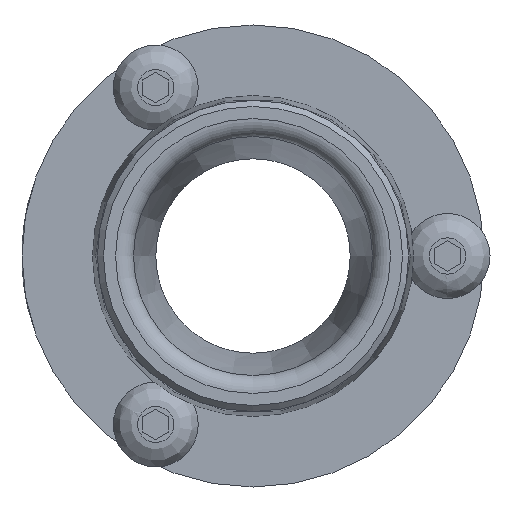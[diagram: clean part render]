
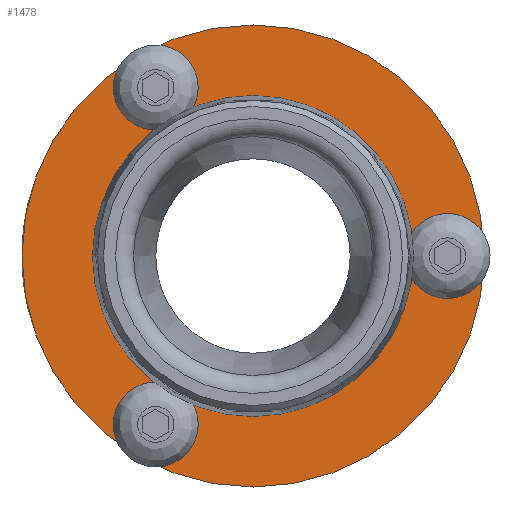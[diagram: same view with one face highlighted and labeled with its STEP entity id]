
A CAD part, left-side view. The second image highlights one B-rep face of the part: STEP entity #1478.
In plain terms, the highlighted planar face has unit normal (-1, 0, 0).
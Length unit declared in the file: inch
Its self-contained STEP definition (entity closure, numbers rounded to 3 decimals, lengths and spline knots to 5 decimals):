
#1205=CARTESIAN_POINT('',(27.83618,9.8202,-0.74457));
#1206=VERTEX_POINT('',#1205);
#1207=CARTESIAN_POINT('',(27.83618,9.8902,-0.86581));
#1208=DIRECTION('',(1.,0.0,0.0));
#1209=DIRECTION('',(0.0,0.5,-0.866));
#1210=AXIS2_PLACEMENT_3D('',#1207,#1208,#1209);
#1211=CIRCLE('',#1210,0.14);
#1212=EDGE_CURVE('',#1206,#1206,#1211,.T.);
#1233=CARTESIAN_POINT('',(27.83618,9.8202,0.74457));
#1234=VERTEX_POINT('',#1233);
#1235=CARTESIAN_POINT('',(27.83618,9.8902,0.86581));
#1236=DIRECTION('',(1.0,0.0,0.0));
#1237=DIRECTION('',(0.0,0.5,0.866));
#1238=AXIS2_PLACEMENT_3D('',#1235,#1236,#1237);
#1239=CIRCLE('',#1238,0.14);
#1240=EDGE_CURVE('',#1234,#1234,#1239,.T.);
#1261=CARTESIAN_POINT('',(27.83618,8.53058,0.));
#1262=VERTEX_POINT('',#1261);
#1263=CARTESIAN_POINT('',(27.83618,8.39058,0.));
#1264=DIRECTION('',(1.0,0.0,0.0));
#1265=DIRECTION('',(0.0,-1.0,0.0));
#1266=AXIS2_PLACEMENT_3D('',#1263,#1264,#1265);
#1267=CIRCLE('',#1266,0.14);
#1268=EDGE_CURVE('',#1262,#1262,#1267,.T.);
#1435=CARTESIAN_POINT('',(27.83618,10.57783,0.0));
#1436=VERTEX_POINT('',#1435);
#1437=CARTESIAN_POINT('',(27.83618,9.39033,0.0));
#1438=DIRECTION('',(-1.0,0.0,0.0));
#1439=DIRECTION('',(0.0,1.0,0.0));
#1440=AXIS2_PLACEMENT_3D('',#1437,#1438,#1439);
#1441=CIRCLE('',#1440,1.1875);
#1442=EDGE_CURVE('',#1436,#1436,#1441,.T.);
#1450=CARTESIAN_POINT('',(27.83618,10.36645,0.0));
#1451=DIRECTION('',(-1.0,0.0,0.0));
#1452=DIRECTION('',(0.0,0.0,1.0));
#1453=AXIS2_PLACEMENT_3D('',#1450,#1451,#1452);
#1454=PLANE('',#1453);
#1455=ORIENTED_EDGE('',*,*,#1442,.T.);
#1456=EDGE_LOOP('',(#1455));
#1457=FACE_OUTER_BOUND('',#1456,.T.);
#1458=ORIENTED_EDGE('',*,*,#1212,.T.);
#1459=EDGE_LOOP('',(#1458));
#1460=FACE_BOUND('',#1459,.T.);
#1461=ORIENTED_EDGE('',*,*,#1240,.T.);
#1462=EDGE_LOOP('',(#1461));
#1463=FACE_BOUND('',#1462,.T.);
#1464=ORIENTED_EDGE('',*,*,#1268,.T.);
#1465=EDGE_LOOP('',(#1464));
#1466=FACE_BOUND('',#1465,.T.);
#1467=CARTESIAN_POINT('',(27.83618,10.15508,0.0));
#1468=VERTEX_POINT('',#1467);
#1469=CARTESIAN_POINT('',(27.83618,9.39033,0.0));
#1470=DIRECTION('',(-1.0,0.0,0.0));
#1471=DIRECTION('',(0.0,1.0,0.0));
#1472=AXIS2_PLACEMENT_3D('',#1469,#1470,#1471);
#1473=CIRCLE('',#1472,0.76475);
#1474=EDGE_CURVE('',#1468,#1468,#1473,.T.);
#1475=ORIENTED_EDGE('',*,*,#1474,.F.);
#1476=EDGE_LOOP('',(#1475));
#1477=FACE_BOUND('',#1476,.T.);
#1478=ADVANCED_FACE('',(#1457,#1460,#1463,#1466,#1477),#1454,.T.);
